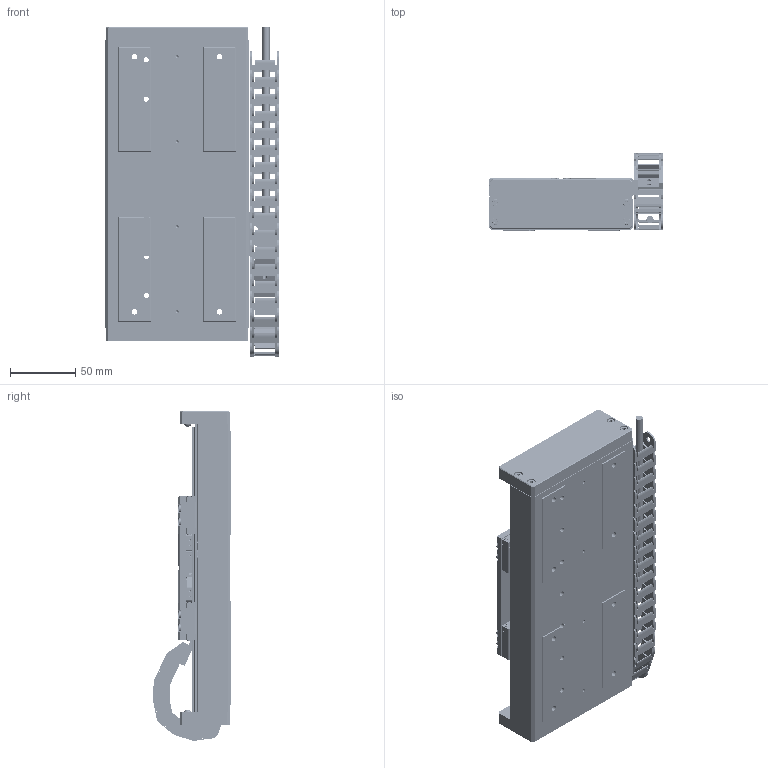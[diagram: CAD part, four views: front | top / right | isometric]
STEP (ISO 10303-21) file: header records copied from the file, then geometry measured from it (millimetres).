
FILE_DESCRIPTION (( 'STEP AP214' ), '1' );
FILE_NAME ('PPS-110-313X0.STEP', '2023-03-02T19:55:49', ( '' ), ( '' ), 'SwSTEP 2.0', 'SolidWorks 2020', '' );
FILE_SCHEMA (( 'AUTOMOTIVE_DESIGN' ));
Length unit declared in the file: millimetre
Products named in the file (43): 2018_11_12__21-01-27-700_11; 2018_11_12__21-01-27-700_23; 2018_11_12__21-01-27-700_8; SCREW, MS-PPH, M-JCIS 1_M1.6 x 0.35 x 3mm; 2018_11_12__21-01-27-700_12; 2018_11_12__21-01-27-700_19; 2018_11_12__21-01-27-700_4; Linear Motor Demo_120; Linear Motor Demo_90; Screw, SHCS-L, M-DIN_M3 x 0.5 x 06mm; 2018_11_12__21-01-27-700_26; 130242 Bearing, Slide Rail, PPS-110 (SEBS9B Slide); 2018_11_12__21-01-27-700_25; 430712 PPS-110, End Plate, Linear Motor; 2018_11_12__21-01-27-700; 2018_11_12__21-01-27-700_14; RubberBall; 2018_11_12__21-01-27-700_9; Cable Chain exit cable_big; PPS-110-313X0; PPS-110, Base, Master Part_100mm Linear; 2018_11_12__21-01-27-700_2; 2018_11_12__21-01-27-700_15; 0_338m_047_16_018_0_4_100mm ; Screw, SHCS-S, M-DIN._M3 x 0.5 x 08mm; 2018_11_12__21-01-27-700_22; Screw, SHCS-S, M-DIN._M3 x 0.5 x 10mm; 2018_11_13__02-00-41-543 (mounting piece); 2018_11_12__21-01-27-700_5; 2018_11_12__21-01-27-700_20; PPS-110 Base Demo Assembly_2022_100mm Travel Linear Motor; 2018_11_12__21-01-27-700_24; 2018_11_12__21-01-27-700_6; 431143 PPS-110, Igus Chain Bracket, 047 Series; 2018_11_12__21-01-27-700_21; PPS-110 Carriage Demo Assembly_2022_Linear Motor Carriage; 130242 Bearing, Slide Rail, PPS-110 (SEBS9B Track)_100mm; 2018_11_12__21-01-27-700_16; 430714 PPS-110, Carriage Cable Cover; 430710 PPS-110, Carriage, L110, Linear and Stepper Motor ...
Assembly tree (98 placements, depth 3):
  PPS-110-313X0
    PPS-110 Base Demo Assembly_2022_100mm Travel Linear Motor
      PPS-110, Base, Master Part_100mm Linear
      Screw, SHCS-S, M-DIN._M3 x 0.5 x 08mm  x22
      130242 Bearing, Slide Rail, PPS-110 (SEBS9B Track)_100mm  x2
      RubberBall  x4
      430712 PPS-110, End Plate, Linear Motor  x2
      Screw, SHCS-S, M-DIN._M3 x 0.5 x 10mm  x8
    PPS-110 Carriage Demo Assembly_2022_Linear Motor Carriage
      430710 PPS-110, Carriage, L110, Linear and Stepper Motor
      430714 PPS-110, Carriage Cable Cover
      SCREW, MS-PPH, M-JCIS 1_M1.6 x 0.35 x 3mm  x6
      130242 Bearing, Slide Rail, PPS-110 (SEBS9B Slide)  x4
      Screw, SHCS-L, M-DIN_M3 x 0.5 x 06mm  x16
    0_338m_047_16_018_0_4_100mm 
      2018_11_12__21-01-27-700
      2018_11_12__21-01-27-700_2
      2018_11_12__21-01-27-700_4
      2018_11_12__21-01-27-700_5
      2018_11_12__21-01-27-700_6
      2018_11_12__21-01-27-700_8
      2018_11_12__21-01-27-700_9
      2018_11_12__21-01-27-700_11
      2018_11_12__21-01-27-700_12
      2018_11_12__21-01-27-700_13
      2018_11_12__21-01-27-700_14
      2018_11_12__21-01-27-700_15
      2018_11_12__21-01-27-700_16
      2018_11_12__21-01-27-700_17
      2018_11_12__21-01-27-700_18
      2018_11_12__21-01-27-700_19
      2018_11_12__21-01-27-700_20
      2018_11_12__21-01-27-700_21
      2018_11_12__21-01-27-700_22
      2018_11_12__21-01-27-700_23
      2018_11_12__21-01-27-700_24
      2018_11_12__21-01-27-700_25
      2018_11_12__21-01-27-700_26
      2018_11_13__02-00-41-543 (mounting piece)
    431143 PPS-110, Igus Chain Bracket, 047 Series
    Cable Chain exit cable_big
    Linear Motor Demo_90
    Linear Motor Demo_120
Bounding box: 133.25 x 59.34 x 251.85 mm (x, y, z)
Volume: 693839.4 mm3; surface area: 276125.3 mm2
Topology: 95 solids, 95 shells, 5251 faces, 13357 edges, 8419 vertices
Faces by surface type: plane 2911, cylinder 1540, torus 404, cone 388, sphere 8
Entity records: 121981 total; most frequent: CARTESIAN_POINT 17485, DIRECTION 17351, ORIENTED_EDGE 16896, EDGE_CURVE 8448, VECTOR 5883, LINE 5883, AXIS2_PLACEMENT_3D 5734, VERTEX_POINT 5536
